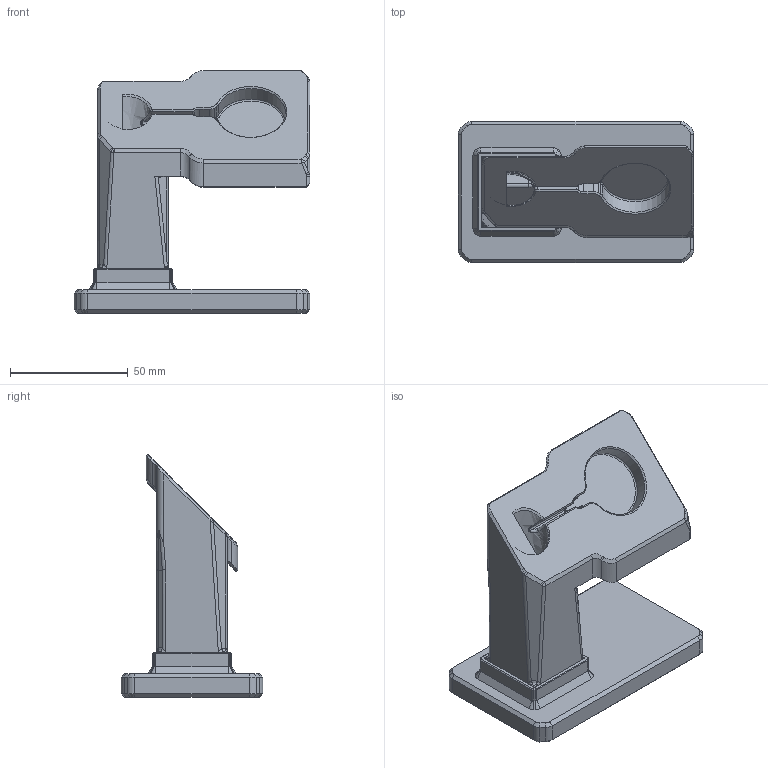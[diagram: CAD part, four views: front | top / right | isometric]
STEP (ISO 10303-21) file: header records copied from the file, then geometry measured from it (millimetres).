
FILE_DESCRIPTION(/* description */ (''),/* implementation_level */ '2;1');
FILE_NAME(/* name */ 'Malik''s PC/Desktop/Watch_Stand.step',/* time_stamp */ '2021-04-11T12:08:19+06:00',/* author */ (''),/* organization */ (''),/* preprocessor_version */ 'ST-DEVELOPER v18.1',/* originating_system */ 'Autodesk Translation Framework v10.6.0.1341',/* authorisation */ '');
FILE_SCHEMA (('AUTOMOTIVE_DESIGN { 1 0 10303 214 3 1 1 }'));
Products named in the file (1): Watch_Stand
Bounding box: 100 x 60 x 102.94 mm (x, y, z)
Volume: 128123.8 mm3; surface area: 40937.2 mm2
Topology: 4 solids, 4 shells, 434 faces, 1127 edges, 687 vertices
Faces by surface type: plane 148, cylinder 106, bspline 100, cone 62, torus 15, sphere 3
Full cylindrical faces by diameter (mm): 4.356 x17, 4.8 x1, 4.9 x2, 8.25 x2, 30 x1
Entity records: 33655 total; most frequent: CARTESIAN_POINT 23755, ORIENTED_EDGE 2214, DIRECTION 1792, EDGE_CURVE 1107, VERTEX_POINT 687, AXIS2_PLACEMENT_3D 625, LINE 542, VECTOR 542
